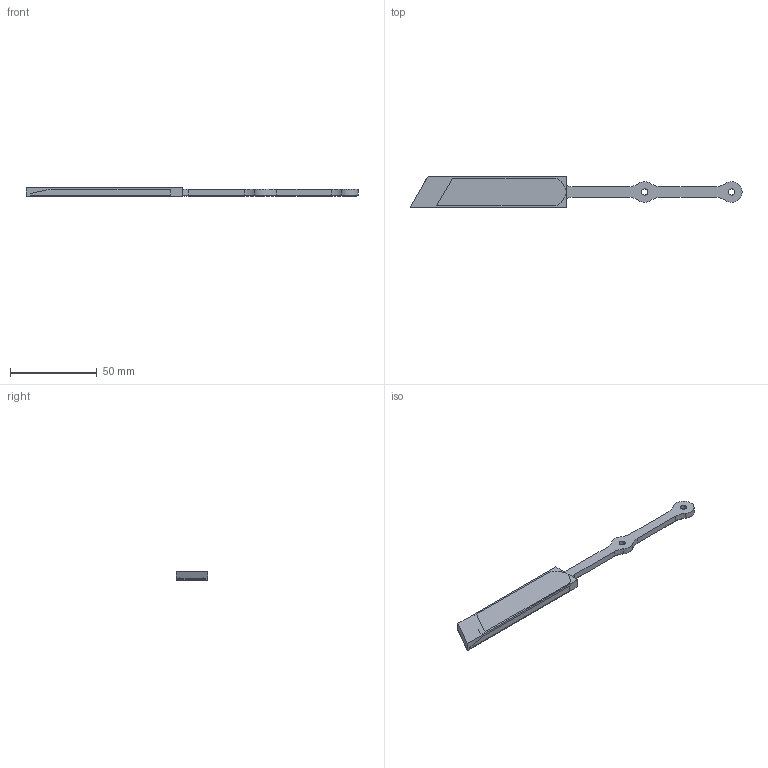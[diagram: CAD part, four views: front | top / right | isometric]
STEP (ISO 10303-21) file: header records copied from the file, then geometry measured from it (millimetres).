
FILE_DESCRIPTION(('STEP AP242'), '1');
FILE_NAME('Áàëêà-3', '', ('UNSPECIFIED'), ('UNSPECIFIED'), 'C3D Converter', 'C3D Toolkit', '');
FILE_SCHEMA(('AP242_MANAGED_MODEL_BASED_3D_ENGINEERING_MIM_LF { 1 0 10303 442 1 1 4 }'));
Length unit declared in the file: millimetre
Bounding box: 191 x 18 x 5 mm (x, y, z)
Volume: 10332.7 mm3; surface area: 7753.4 mm2
Topology: 2 solids, 2 shells, 104 faces, 258 edges, 156 vertices
Faces by surface type: plane 46, cylinder 25, cone 25, bspline 8
Full cylindrical faces by diameter (mm): 3.6 x2
Entity records: 3946 total; most frequent: CARTESIAN_POINT 1084, ORIENTED_EDGE 498, DIRECTION 490, EDGE_CURVE 249, AXIS2_PLACEMENT_3D 164, LINE 162, VECTOR 162, VERTEX_POINT 148
